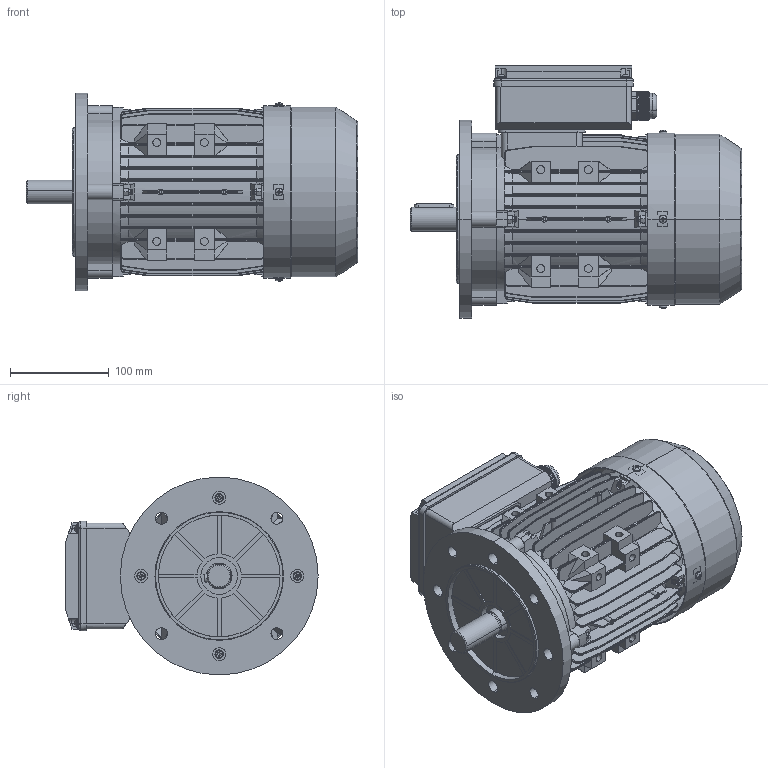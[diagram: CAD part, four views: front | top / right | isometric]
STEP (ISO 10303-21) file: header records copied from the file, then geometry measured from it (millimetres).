
FILE_DESCRIPTION (( 'STEP AP203' ), '1' );
FILE_NAME ('MY90L1 B5.STEP', '2016-03-01T01:57:32', ( 'USER' ), ( 'MS' ), 'SwSTEP 2.0', 'SolidWorks 2008', '' );
FILE_SCHEMA (( 'CONFIG_CONTROL_DESIGN' ));
Length unit declared in the file: millimetre
Products named in the file (13): 90风罩_默认; MY90L1 B5; 风叶_默认; 80-100出线螺套_默认; my80-100接线盒盖_默认; 90B5前盖_默认; 90M机壳_默认; 90后盖_默认; 90M转轴_默认; Hexagon socket head cap screws GB_GB_FASTENER_SCREWS_HSHCS M5X30-N; Hexagon nuts grade C GB_GB_FASTENER_NUT_SNC1 M5-N; Cross recessed thread forming screws GB_GB_CROSS_SCREWS_TYPE138 M4X10-N; my80-100接线盒座_默认
Assembly tree (33 placements, depth 2):
  MY90L1 B5
    Cross recessed thread forming screws GB_GB_CROSS_SCREWS_TYPE138 M4X10-N  x8
    my80-100接线盒座_默认
    Hexagon nuts grade C GB_GB_FASTENER_NUT_SNC1 M5-N  x8
    90风罩_默认
    90M转轴_默认
    90B5前盖_默认
    Hexagon socket head cap screws GB_GB_FASTENER_SCREWS_HSHCS M5X30-N  x8
    90M机壳_默认
    90后盖_默认
    风叶_默认
    my80-100接线盒盖_默认
    80-100出线螺套_默认
Bounding box: 335 x 255 x 200 mm (x, y, z)
Volume: 1485636.2 mm3; surface area: 820638.2 mm2
Topology: 33 solids, 33 shells, 3404 faces, 8790 edges, 5483 vertices
Faces by surface type: plane 1870, cylinder 1013, cone 190, bspline 128, sphere 120, torus 83
Entity records: 98037 total; most frequent: CARTESIAN_POINT 25366, ORIENTED_EDGE 15304, DIRECTION 13931, EDGE_CURVE 7652, VERTEX_POINT 4804, VECTOR 4755, LINE 4755, AXIS2_PLACEMENT_3D 4588
